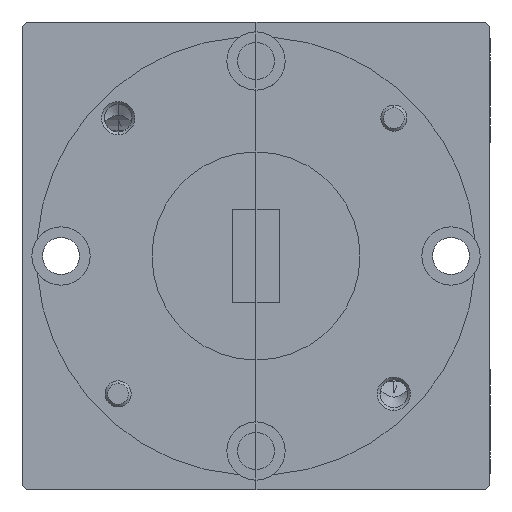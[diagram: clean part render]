
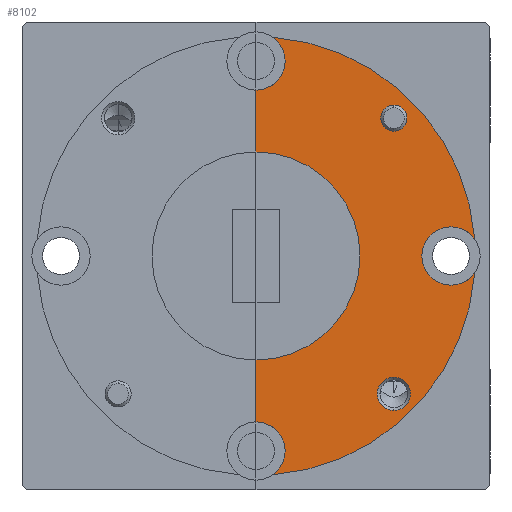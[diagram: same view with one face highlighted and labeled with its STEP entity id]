
A CAD part, left-side view. The second image highlights one B-rep face of the part: STEP entity #8102.
In plain terms, the highlighted planar face has unit normal (-1, 0, 0).
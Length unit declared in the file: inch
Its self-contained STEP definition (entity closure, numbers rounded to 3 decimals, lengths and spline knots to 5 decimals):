
#68 = CIRCLE ( 'NONE', #2206, 0.03075 ) ;
#162 = CARTESIAN_POINT ( 'NONE',  ( -0.88, 0., 0. ) ) ;
#219 = DIRECTION ( 'NONE',  ( -1., 0., 0. ) ) ;
#288 = VERTEX_POINT ( 'NONE', #7982 ) ;
#354 = VERTEX_POINT ( 'NONE', #14361 ) ;
#365 = DIRECTION ( 'NONE',  ( -1., 0., 0. ) ) ;
#901 = AXIS2_PLACEMENT_3D ( 'NONE', #11720, #219, #1251 ) ;
#929 = DIRECTION ( 'NONE',  ( 0., 0., 1. ) ) ;
#946 = DIRECTION ( 'NONE',  ( 0., 0., 1. ) ) ;
#1027 = CARTESIAN_POINT ( 'NONE',  ( -0.88, -0.33146, -0.29146 ) ) ;
#1189 = CARTESIAN_POINT ( 'NONE',  ( -0.88, 0., -0.46875 ) ) ;
#1251 = DIRECTION ( 'NONE',  ( 0., 0., 1. ) ) ;
#1267 = AXIS2_PLACEMENT_3D ( 'NONE', #162, #2485, #14130 ) ;
#1323 = EDGE_CURVE ( 'NONE', #12558, #9187, #1417, .T. ) ;
#1338 = VECTOR ( 'NONE', #3630, 39.37008 ) ;
#1344 = DIRECTION ( 'NONE',  ( 0., 0., 1. ) ) ;
#1374 = DIRECTION ( 'NONE',  ( 0., 0., 1. ) ) ;
#1417 = CIRCLE ( 'NONE', #901, 0.5275 ) ;
#1563 = VERTEX_POINT ( 'NONE', #2785 ) ;
#1605 = AXIS2_PLACEMENT_3D ( 'NONE', #9266, #7034, #2382 ) ;
#1619 = EDGE_CURVE ( 'NONE', #12275, #11303, #8706, .T. ) ;
#1689 = CARTESIAN_POINT ( 'NONE',  ( -0.88, -0.33146, 0.33146 ) ) ;
#1883 = VERTEX_POINT ( 'NONE', #8727 ) ;
#1976 = CIRCLE ( 'NONE', #12677, 0.03075 ) ;
#2090 = EDGE_CURVE ( 'NONE', #288, #12527, #14865, .T. ) ;
#2206 = AXIS2_PLACEMENT_3D ( 'NONE', #1689, #10865, #2833 ) ;
#2347 = CIRCLE ( 'NONE', #3886, 0.07 ) ;
#2382 = DIRECTION ( 'NONE',  ( 0., 0., 1. ) ) ;
#2404 = EDGE_CURVE ( 'NONE', #3227, #1563, #13031, .T. ) ;
#2485 = DIRECTION ( 'NONE',  ( -1., 0., 0. ) ) ;
#2568 = CIRCLE ( 'NONE', #1605, 0.25 ) ;
#2621 = AXIS2_PLACEMENT_3D ( 'NONE', #1189, #8246, #14022 ) ;
#2723 = AXIS2_PLACEMENT_3D ( 'NONE', #8702, #9875, #946 ) ;
#2785 = CARTESIAN_POINT ( 'NONE',  ( -0.88, 0., -0.39875 ) ) ;
#2833 = DIRECTION ( 'NONE',  ( 0., 0., 1. ) ) ;
#3068 = FACE_BOUND ( 'NONE', #6948, .T. ) ;
#3159 = DIRECTION ( 'NONE',  ( 0., 0., 1. ) ) ;
#3227 = VERTEX_POINT ( 'NONE', #5241 ) ;
#3565 = CARTESIAN_POINT ( 'NONE',  ( -0.88, -0.46875, -0.07 ) ) ;
#3584 = ORIENTED_EDGE ( 'NONE', *, *, #2404, .F. ) ;
#3630 = DIRECTION ( 'NONE',  ( 0., 0., -1. ) ) ;
#3666 = AXIS2_PLACEMENT_3D ( 'NONE', #14677, #7723, #3159 ) ;
#3725 = EDGE_CURVE ( 'NONE', #7443, #12275, #2347, .T. ) ;
#3727 = ORIENTED_EDGE ( 'NONE', *, *, #3725, .F. ) ;
#3886 = AXIS2_PLACEMENT_3D ( 'NONE', #11338, #4250, #929 ) ;
#4053 = DIRECTION ( 'NONE',  ( 0., 0., -1. ) ) ;
#4250 = DIRECTION ( 'NONE',  ( -1., 0., 0. ) ) ;
#4291 = VERTEX_POINT ( 'NONE', #14648 ) ;
#4350 = CARTESIAN_POINT ( 'NONE',  ( -0.88, 0., 0. ) ) ;
#4389 = EDGE_CURVE ( 'NONE', #13751, #12527, #2568, .T. ) ;
#4576 = EDGE_CURVE ( 'NONE', #13751, #1563, #5236, .T. ) ;
#5236 = LINE ( 'NONE', #11094, #14294 ) ;
#5241 = CARTESIAN_POINT ( 'NONE',  ( -0.88, -0.04034, -0.52595 ) ) ;
#5351 = CARTESIAN_POINT ( 'NONE',  ( -0.88, -0.52595, 0.04034 ) ) ;
#5388 = FACE_BOUND ( 'NONE', #12828, .T. ) ;
#5651 = CARTESIAN_POINT ( 'NONE',  ( -0.88, -0.04034, 0.52596 ) ) ;
#6038 = DIRECTION ( 'NONE',  ( 0., 0., 1. ) ) ;
#6178 = CARTESIAN_POINT ( 'NONE',  ( -0.88, 0., 0.46875 ) ) ;
#6372 = ORIENTED_EDGE ( 'NONE', *, *, #9295, .F. ) ;
#6475 = EDGE_CURVE ( 'NONE', #3227, #11303, #7408, .T. ) ;
#6485 = ORIENTED_EDGE ( 'NONE', *, *, #4576, .T. ) ;
#6549 = ORIENTED_EDGE ( 'NONE', *, *, #11900, .F. ) ;
#6940 = CIRCLE ( 'NONE', #10769, 0.07 ) ;
#6948 = EDGE_LOOP ( 'NONE', ( #10252, #7065 ) ) ;
#7034 = DIRECTION ( 'NONE',  ( -1., 0., 0. ) ) ;
#7065 = ORIENTED_EDGE ( 'NONE', *, *, #11731, .T. ) ;
#7080 = EDGE_CURVE ( 'NONE', #4291, #354, #68, .T. ) ;
#7123 = CIRCLE ( 'NONE', #9976, 0.04 ) ;
#7178 = CIRCLE ( 'NONE', #7909, 0.07 ) ;
#7358 = FACE_OUTER_BOUND ( 'NONE', #8597, .T. ) ;
#7408 = CIRCLE ( 'NONE', #13900, 0.5275 ) ;
#7443 = VERTEX_POINT ( 'NONE', #12851 ) ;
#7723 = DIRECTION ( 'NONE',  ( 1., 0., 0. ) ) ;
#7846 = DIRECTION ( 'NONE',  ( 0., 0., 1. ) ) ;
#7909 = AXIS2_PLACEMENT_3D ( 'NONE', #6178, #365, #6038 ) ;
#7935 = DIRECTION ( 'NONE',  ( 0., 0., 1. ) ) ;
#7982 = CARTESIAN_POINT ( 'NONE',  ( -0.88, 0., 0.39875 ) ) ;
#8102 = ADVANCED_FACE ( 'NONE', ( #7358, #5388, #3068 ), #9385, .T. ) ;
#8178 = DIRECTION ( 'NONE',  ( -1., 0., 0. ) ) ;
#8198 = DIRECTION ( 'NONE',  ( -1., 0., 0. ) ) ;
#8236 = CARTESIAN_POINT ( 'NONE',  ( -0.88, -0.33146, 0.33146 ) ) ;
#8246 = DIRECTION ( 'NONE',  ( -1., 0., 0. ) ) ;
#8597 = EDGE_LOOP ( 'NONE', ( #3584, #14852, #14669, #3727, #6549, #13561, #6372, #13142, #12889, #6485 ) ) ;
#8702 = CARTESIAN_POINT ( 'NONE',  ( -0.88, -0.46875, 0. ) ) ;
#8706 = CIRCLE ( 'NONE', #2723, 0.07 ) ;
#8727 = CARTESIAN_POINT ( 'NONE',  ( -0.88, -0.33146, -0.37146 ) ) ;
#8987 = ORIENTED_EDGE ( 'NONE', *, *, #10601, .F. ) ;
#9187 = VERTEX_POINT ( 'NONE', #5651 ) ;
#9266 = CARTESIAN_POINT ( 'NONE',  ( -0.88, 0., 0. ) ) ;
#9295 = EDGE_CURVE ( 'NONE', #288, #9187, #7178, .T. ) ;
#9385 = PLANE ( 'NONE',  #1267 ) ;
#9591 = CARTESIAN_POINT ( 'NONE',  ( -0.88, -0.52595, -0.04034 ) ) ;
#9697 = CARTESIAN_POINT ( 'NONE',  ( -0.88, 0., -0.25 ) ) ;
#9875 = DIRECTION ( 'NONE',  ( -1., 0., 0. ) ) ;
#9976 = AXIS2_PLACEMENT_3D ( 'NONE', #12466, #14747, #7846 ) ;
#10228 = DIRECTION ( 'NONE',  ( -1., 0., 0. ) ) ;
#10252 = ORIENTED_EDGE ( 'NONE', *, *, #10399, .T. ) ;
#10399 = EDGE_CURVE ( 'NONE', #13099, #1883, #12250, .T. ) ;
#10601 = EDGE_CURVE ( 'NONE', #354, #4291, #1976, .T. ) ;
#10606 = CARTESIAN_POINT ( 'NONE',  ( -0.88, 0., 0.5625 ) ) ;
#10769 = AXIS2_PLACEMENT_3D ( 'NONE', #11713, #8198, #1344 ) ;
#10865 = DIRECTION ( 'NONE',  ( -1., 0., 0. ) ) ;
#11094 = CARTESIAN_POINT ( 'NONE',  ( -0.88, 0., 0.5625 ) ) ;
#11303 = VERTEX_POINT ( 'NONE', #9591 ) ;
#11338 = CARTESIAN_POINT ( 'NONE',  ( -0.88, -0.46875, 0. ) ) ;
#11641 = ORIENTED_EDGE ( 'NONE', *, *, #7080, .F. ) ;
#11713 = CARTESIAN_POINT ( 'NONE',  ( -0.88, -0.46875, 0. ) ) ;
#11720 = CARTESIAN_POINT ( 'NONE',  ( -0.88, 0., 0. ) ) ;
#11731 = EDGE_CURVE ( 'NONE', #1883, #13099, #7123, .T. ) ;
#11900 = EDGE_CURVE ( 'NONE', #12558, #7443, #6940, .T. ) ;
#12250 = CIRCLE ( 'NONE', #3666, 0.04 ) ;
#12275 = VERTEX_POINT ( 'NONE', #3565 ) ;
#12466 = CARTESIAN_POINT ( 'NONE',  ( -0.88, -0.33146, -0.33146 ) ) ;
#12527 = VERTEX_POINT ( 'NONE', #13645 ) ;
#12558 = VERTEX_POINT ( 'NONE', #5351 ) ;
#12677 = AXIS2_PLACEMENT_3D ( 'NONE', #8236, #8178, #1374 ) ;
#12828 = EDGE_LOOP ( 'NONE', ( #8987, #11641 ) ) ;
#12851 = CARTESIAN_POINT ( 'NONE',  ( -0.88, -0.46875, 0.07 ) ) ;
#12889 = ORIENTED_EDGE ( 'NONE', *, *, #4389, .F. ) ;
#13031 = CIRCLE ( 'NONE', #2621, 0.07 ) ;
#13099 = VERTEX_POINT ( 'NONE', #1027 ) ;
#13142 = ORIENTED_EDGE ( 'NONE', *, *, #2090, .T. ) ;
#13561 = ORIENTED_EDGE ( 'NONE', *, *, #1323, .T. ) ;
#13645 = CARTESIAN_POINT ( 'NONE',  ( -0.88, 0., 0.25 ) ) ;
#13751 = VERTEX_POINT ( 'NONE', #9697 ) ;
#13900 = AXIS2_PLACEMENT_3D ( 'NONE', #4350, #10228, #7935 ) ;
#14022 = DIRECTION ( 'NONE',  ( 0., 0., 1. ) ) ;
#14130 = DIRECTION ( 'NONE',  ( 0., 0., 1. ) ) ;
#14294 = VECTOR ( 'NONE', #4053, 39.37008 ) ;
#14361 = CARTESIAN_POINT ( 'NONE',  ( -0.88, -0.33146, 0.36221 ) ) ;
#14648 = CARTESIAN_POINT ( 'NONE',  ( -0.88, -0.33146, 0.30071 ) ) ;
#14669 = ORIENTED_EDGE ( 'NONE', *, *, #1619, .F. ) ;
#14677 = CARTESIAN_POINT ( 'NONE',  ( -0.88, -0.33146, -0.33146 ) ) ;
#14747 = DIRECTION ( 'NONE',  ( 1., 0., 0. ) ) ;
#14852 = ORIENTED_EDGE ( 'NONE', *, *, #6475, .T. ) ;
#14865 = LINE ( 'NONE', #10606, #1338 ) ;
